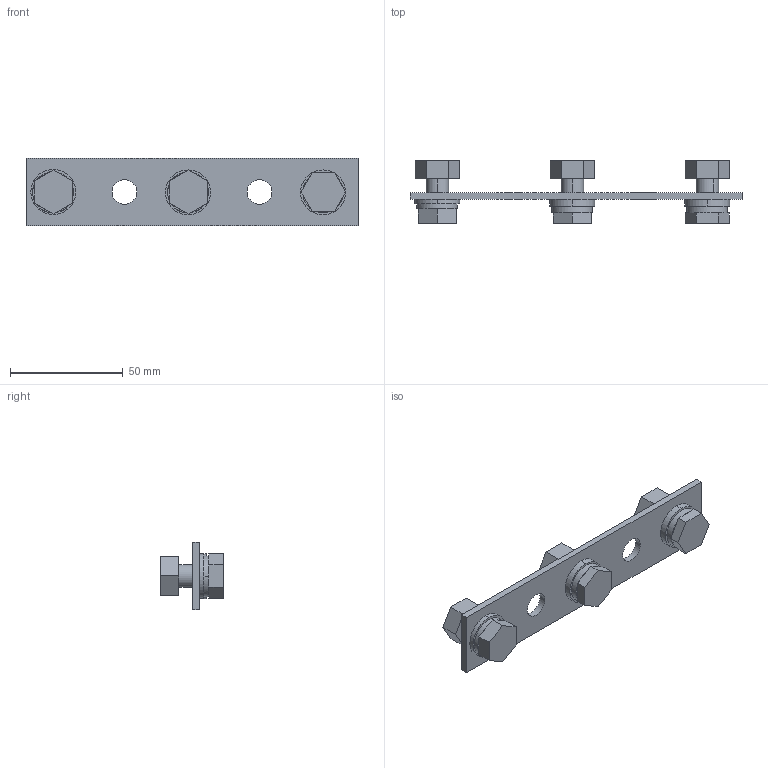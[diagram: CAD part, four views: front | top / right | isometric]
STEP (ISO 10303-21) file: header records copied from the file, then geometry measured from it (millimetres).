
FILE_DESCRIPTION(/* description */ (''),/* implementation_level */ '2;1');
FILE_NAME(/* name */ '5SD7490-5.stp',/* time_stamp */ '2023-07-26T13:27:17+02:00',/* author */ (''),/* organization */ (''),/* preprocessor_version */ 'ST-DEVELOPER v19.3',/* originating_system */ 'SIEMENS PLM Software NX2212.1700',/* authorisation */ '');
FILE_SCHEMA (('AUTOMOTIVE_DESIGN { 1 0 10303 214 3 1 1 1 }'));
Length unit declared in the file: millimetre
Products named in the file (1): model2
Bounding box: 147.5 x 27.8 x 30 mm (x, y, z)
Volume: 28488.9 mm3; surface area: 14806.9 mm2
Topology: 1 solids, 1 shells, 121 faces, 276 edges, 172 vertices
Faces by surface type: plane 93, cylinder 28
Entity records: 3406 total; most frequent: DIRECTION 612, CARTESIAN_POINT 570, ORIENTED_EDGE 552, EDGE_CURVE 276, AXIS2_PLACEMENT_3D 214, LINE 184, VECTOR 184, VERTEX_POINT 172
